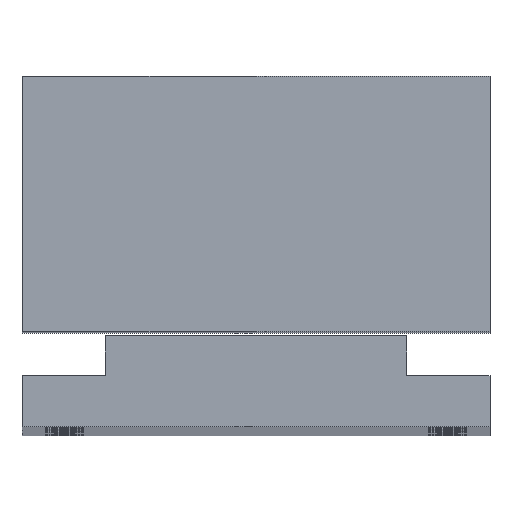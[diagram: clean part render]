
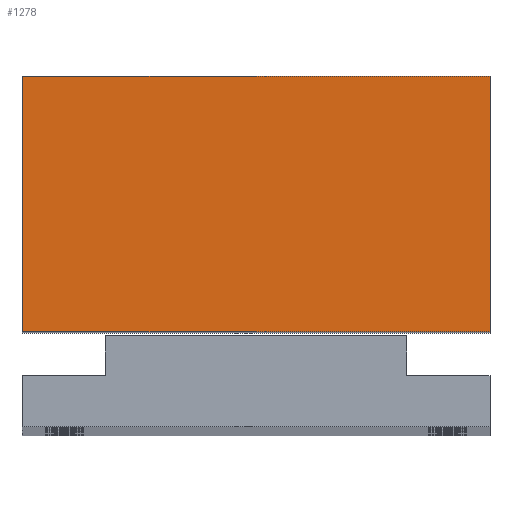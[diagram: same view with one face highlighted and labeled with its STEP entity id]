
A CAD part, top view. The second image highlights one B-rep face of the part: STEP entity #1278.
In plain terms, the highlighted planar face has unit normal (0, 0, 1).
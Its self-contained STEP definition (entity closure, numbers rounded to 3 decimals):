
#545 = ORIENTED_EDGE ( 'NONE', *, *, #5906, .T. ) ;
#564 = ORIENTED_EDGE ( 'NONE', *, *, #1439, .T. ) ;
#630 = DIRECTION ( 'NONE',  ( 1., 0., 0. ) ) ;
#812 = VECTOR ( 'NONE', #3997, 1000. ) ;
#820 = LINE ( 'NONE', #2622, #812 ) ;
#885 = VECTOR ( 'NONE', #2601, 1000. ) ;
#936 = EDGE_CURVE ( 'NONE', #2315, #2733, #5905, .T. ) ;
#945 = CARTESIAN_POINT ( 'NONE',  ( 55., 0., 105. ) ) ;
#988 = LINE ( 'NONE', #3381, #5129 ) ;
#1132 = VERTEX_POINT ( 'NONE', #945 ) ;
#1278 = ADVANCED_FACE ( 'NONE', ( #4368 ), #2527, .F. ) ;
#1439 = EDGE_CURVE ( 'NONE', #1132, #1660, #2709, .T. ) ;
#1554 = EDGE_LOOP ( 'NONE', ( #5289, #545, #564, #3890 ) ) ;
#1660 = VERTEX_POINT ( 'NONE', #4779 ) ;
#2175 = CARTESIAN_POINT ( 'NONE',  ( 55., 0., 105. ) ) ;
#2315 = VERTEX_POINT ( 'NONE', #5314 ) ;
#2527 = PLANE ( 'NONE',  #4664 ) ;
#2601 = DIRECTION ( 'NONE',  ( 0., -1., 0. ) ) ;
#2622 = CARTESIAN_POINT ( 'NONE',  ( 0., 30., 105. ) ) ;
#2709 = LINE ( 'NONE', #2175, #5025 ) ;
#2733 = VERTEX_POINT ( 'NONE', #3312 ) ;
#3102 = CARTESIAN_POINT ( 'NONE',  ( 0., 0., 105. ) ) ;
#3312 = CARTESIAN_POINT ( 'NONE',  ( 0., 0., 105. ) ) ;
#3381 = CARTESIAN_POINT ( 'NONE',  ( 0., 0., 105. ) ) ;
#3395 = DIRECTION ( 'NONE',  ( 0., 0., -1. ) ) ;
#3425 = DIRECTION ( 'NONE',  ( -1., 0., 0. ) ) ;
#3890 = ORIENTED_EDGE ( 'NONE', *, *, #5590, .T. ) ;
#3997 = DIRECTION ( 'NONE',  ( -1., 0., 0. ) ) ;
#3999 = DIRECTION ( 'NONE',  ( 0., 1., 0. ) ) ;
#4368 = FACE_OUTER_BOUND ( 'NONE', #1554, .T. ) ;
#4664 = AXIS2_PLACEMENT_3D ( 'NONE', #4785, #3395, #3425 ) ;
#4779 = CARTESIAN_POINT ( 'NONE',  ( 55., 30., 105. ) ) ;
#4785 = CARTESIAN_POINT ( 'NONE',  ( 0., 0., 105. ) ) ;
#5025 = VECTOR ( 'NONE', #3999, 1000. ) ;
#5129 = VECTOR ( 'NONE', #630, 1000. ) ;
#5289 = ORIENTED_EDGE ( 'NONE', *, *, #936, .T. ) ;
#5314 = CARTESIAN_POINT ( 'NONE',  ( 0., 30., 105. ) ) ;
#5590 = EDGE_CURVE ( 'NONE', #1660, #2315, #820, .T. ) ;
#5905 = LINE ( 'NONE', #3102, #885 ) ;
#5906 = EDGE_CURVE ( 'NONE', #2733, #1132, #988, .T. ) ;
